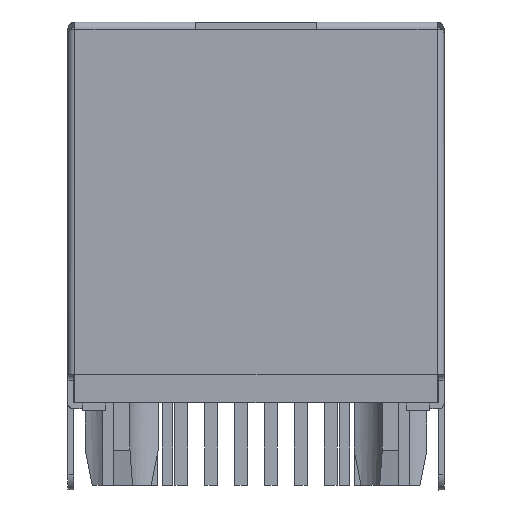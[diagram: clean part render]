
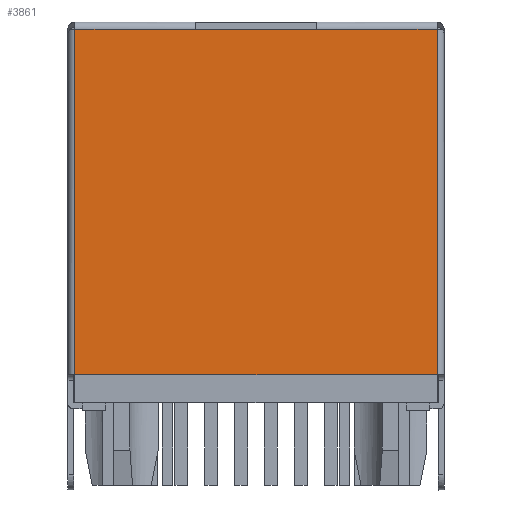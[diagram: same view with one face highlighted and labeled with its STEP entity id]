
A CAD part, front view. The second image highlights one B-rep face of the part: STEP entity #3861.
In plain terms, the highlighted planar face has unit normal (0, -1, 0).
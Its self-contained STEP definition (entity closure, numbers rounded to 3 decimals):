
#3832=AXIS2_PLACEMENT_3D('Plane Axis2P3D',#3829,#3830,#3831) ;
#1178=CARTESIAN_POINT('Vertex',(15.7,0.,4.9)) ;
#1181=CARTESIAN_POINT('Line Origine',(8.,0.,4.9)) ;
#1185=CARTESIAN_POINT('Vertex',(0.3,0.,4.9)) ;
#1222=CARTESIAN_POINT('Line Origine',(0.3,0.,4.9)) ;
#1226=CARTESIAN_POINT('Vertex',(0.3,0.,19.6)) ;
#3813=CARTESIAN_POINT('Vertex',(15.7,0.,19.6)) ;
#3816=CARTESIAN_POINT('Line Origine',(15.7,0.,4.9)) ;
#3829=CARTESIAN_POINT('Axis2P3D Location',(-0.008,0.,3.382)) ;
#3834=CARTESIAN_POINT('Line Origine',(13.137,0.,19.6)) ;
#3838=CARTESIAN_POINT('Vertex',(10.575,0.,19.6)) ;
#3841=CARTESIAN_POINT('Line Origine',(8.,0.,19.6)) ;
#3845=CARTESIAN_POINT('Vertex',(5.425,0.,19.6)) ;
#3848=CARTESIAN_POINT('Line Origine',(2.863,0.,19.6)) ;
#1182=DIRECTION('Vector Direction',(-1.,0.,0.)) ;
#1223=DIRECTION('Vector Direction',(0.,0.,-1.)) ;
#3817=DIRECTION('Vector Direction',(0.,0.,-1.)) ;
#3830=DIRECTION('Axis2P3D Direction',(0.,-1.,0.)) ;
#3831=DIRECTION('Axis2P3D XDirection',(0.707,0.,-0.707)) ;
#3835=DIRECTION('Vector Direction',(1.,0.,0.)) ;
#3842=DIRECTION('Vector Direction',(-1.,0.,0.)) ;
#3849=DIRECTION('Vector Direction',(1.,0.,0.)) ;
#1183=VECTOR('Line Direction',#1182,1.) ;
#1224=VECTOR('Line Direction',#1223,1.) ;
#3818=VECTOR('Line Direction',#3817,1.) ;
#3836=VECTOR('Line Direction',#3835,1.) ;
#3843=VECTOR('Line Direction',#3842,1.) ;
#3850=VECTOR('Line Direction',#3849,1.) ;
#3854=ORIENTED_EDGE('',*,*,#1187,.F.) ;
#3855=ORIENTED_EDGE('',*,*,#3820,.F.) ;
#3856=ORIENTED_EDGE('',*,*,#3840,.F.) ;
#3857=ORIENTED_EDGE('',*,*,#3847,.T.) ;
#3858=ORIENTED_EDGE('',*,*,#3852,.F.) ;
#3859=ORIENTED_EDGE('',*,*,#1228,.F.) ;
#3861=ADVANCED_FACE('main body',(#3860),#3833,.T.) ;
#1187=EDGE_CURVE('',#1179,#1186,#1184,.T.) ;
#1228=EDGE_CURVE('',#1186,#1227,#1225,.F.) ;
#3820=EDGE_CURVE('',#3814,#1179,#3819,.T.) ;
#3840=EDGE_CURVE('',#3839,#3814,#3837,.T.) ;
#3847=EDGE_CURVE('',#3839,#3846,#3844,.T.) ;
#3852=EDGE_CURVE('',#1227,#3846,#3851,.T.) ;
#3853=EDGE_LOOP('',(#3854,#3855,#3856,#3857,#3858,#3859)) ;
#3860=FACE_OUTER_BOUND('',#3853,.T.) ;
#1184=LINE('Line',#1181,#1183) ;
#1225=LINE('Line',#1222,#1224) ;
#3819=LINE('Line',#3816,#3818) ;
#3837=LINE('Line',#3834,#3836) ;
#3844=LINE('Line',#3841,#3843) ;
#3851=LINE('Line',#3848,#3850) ;
#3833=PLANE('',#3832) ;
#1179=VERTEX_POINT('',#1178) ;
#1186=VERTEX_POINT('',#1185) ;
#1227=VERTEX_POINT('',#1226) ;
#3814=VERTEX_POINT('',#3813) ;
#3839=VERTEX_POINT('',#3838) ;
#3846=VERTEX_POINT('',#3845) ;
